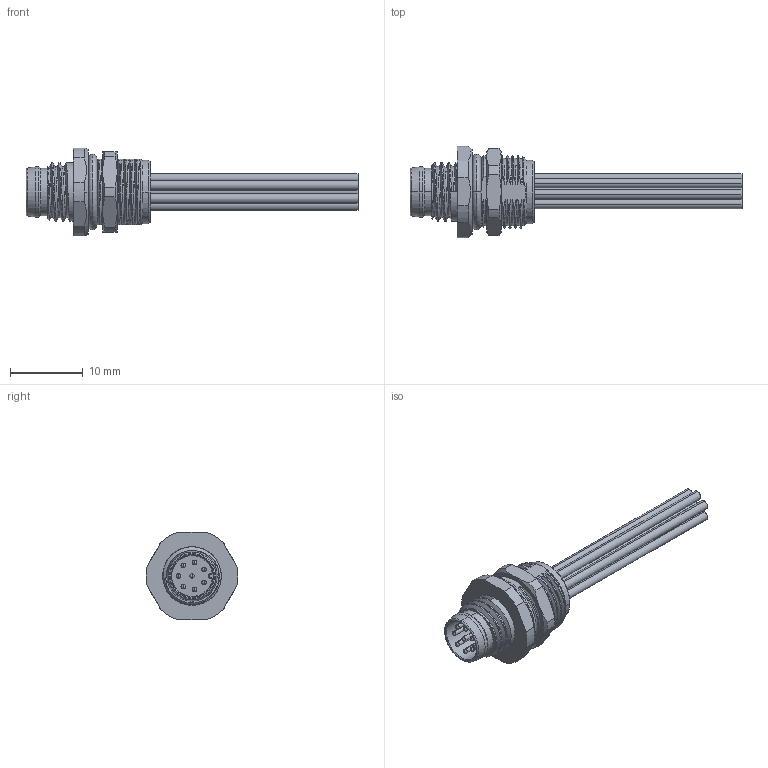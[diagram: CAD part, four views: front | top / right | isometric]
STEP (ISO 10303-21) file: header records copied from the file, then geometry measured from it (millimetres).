
FILE_DESCRIPTION((''),'2;1');
FILE_NAME('HOUSING-8P-MALE-AOCAO88_','2025-09-28T',('gongcheng16'),(''),'PRO/ENGINEER BY PARAMETRIC TECHNOLOGY CORPORATION, 2010280','PRO/ENGINEER BY PARAMETRIC TECHNOLOGY CORPORATION, 2010280','');
FILE_SCHEMA(('CONFIG_CONTROL_DESIGN'));
Length unit declared in the file: millimetre
Products named in the file (1): HOUSING-8P-MALE-AOCAO88_
Bounding box: 45.5 x 12.6 x 12 mm (x, y, z)
Volume: 301 mm3; surface area: 3677.3 mm2
Topology: 1 solids, 21 shells, 609 faces, 1418 edges, 863 vertices
Faces by surface type: cylinder 258, plane 140, cone 127, bspline 56, sphere 16, torus 12
Entity records: 30021 total; most frequent: CARTESIAN_POINT 16456, DIRECTION 2814, ORIENTED_EDGE 2772, EDGE_CURVE 1386, AXIS2_PLACEMENT_3D 1137, VERTEX_POINT 863, EDGE_LOOP 689, FACE_OUTER_BOUND 609
